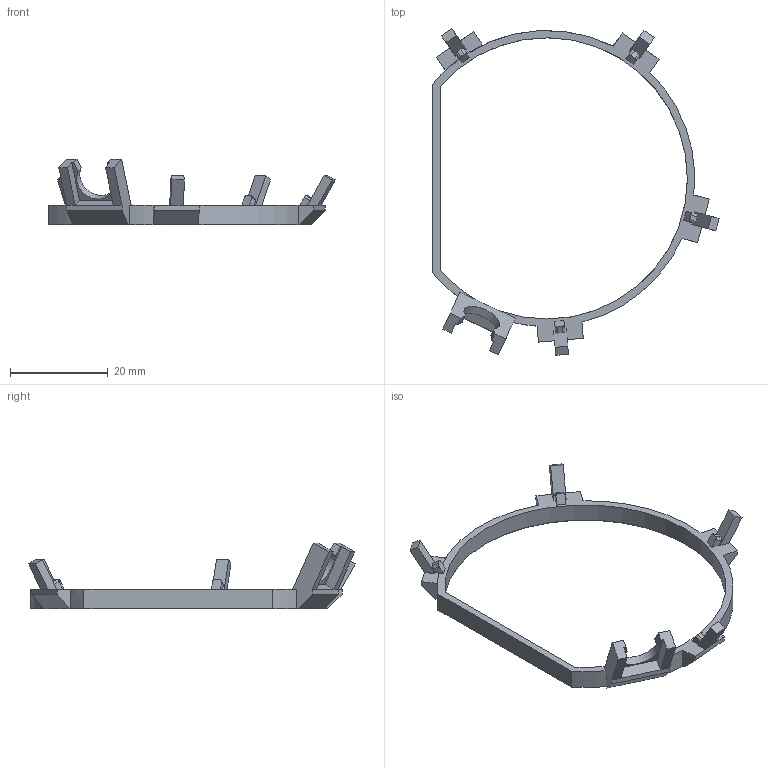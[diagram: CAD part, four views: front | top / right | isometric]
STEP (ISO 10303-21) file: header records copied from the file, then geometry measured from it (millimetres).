
FILE_DESCRIPTION(/* description */ (''),/* implementation_level */ '2;1');
FILE_NAME(/* name */ 'Index-EyetrackVRv4.step',/* time_stamp */ '2023-09-10T03:36:08-04:00',/* author */ (''),/* organization */ (''),/* preprocessor_version */ 'ST-DEVELOPER v20',/* originating_system */ 'Autodesk Translation Framework v12.9.0.99',/* authorisation */ '');
FILE_SCHEMA (('AUTOMOTIVE_DESIGN { 1 0 10303 214 3 1 1 }'));
Length unit declared in the file: millimetre
Products named in the file (1): Index-EyetrackVRv4
Bounding box: 58.55 x 66.78 x 13.48 mm (x, y, z)
Volume: 1831.7 mm3; surface area: 2872.7 mm2
Topology: 1 solids, 1 shells, 98 faces, 273 edges, 176 vertices
Faces by surface type: plane 78, cylinder 19, cone 1
Entity records: 3139 total; most frequent: CARTESIAN_POINT 554, ORIENTED_EDGE 546, DIRECTION 516, EDGE_CURVE 273, LINE 224, VECTOR 224, VERTEX_POINT 176, AXIS2_PLACEMENT_3D 146
